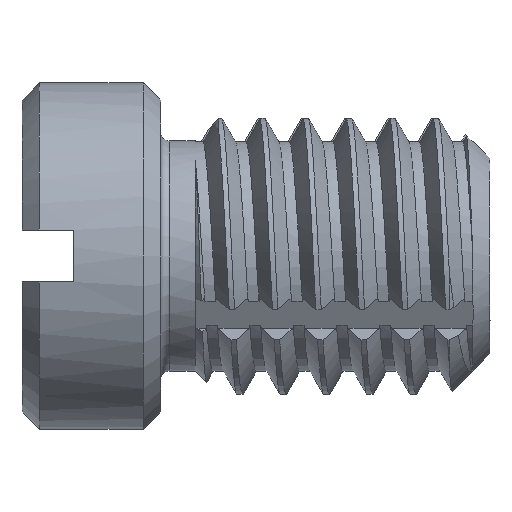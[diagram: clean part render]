
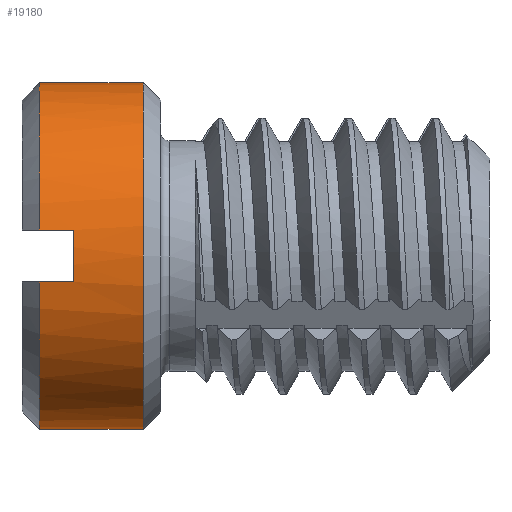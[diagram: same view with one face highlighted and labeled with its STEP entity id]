
A CAD part, left-side view. The second image highlights one B-rep face of the part: STEP entity #19180.
In plain terms, the highlighted cylindrical face has radius 5 mm (diameter 10 mm), a partial arc.
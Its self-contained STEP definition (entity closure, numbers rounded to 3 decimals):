
#3402 = CIRCLE ( 'NONE', #7118, 5. ) ;
#3706 = LINE ( 'NONE', #15090, #3710 ) ;
#3710 = VECTOR ( 'NONE', #15108, 1000. ) ;
#7118 = AXIS2_PLACEMENT_3D ( 'NONE', #15919, #15933, #15893 ) ;
#7133 = AXIS2_PLACEMENT_3D ( 'NONE', #18261, #18257, #18287 ) ;
#7136 = AXIS2_PLACEMENT_3D ( 'NONE', #18202, #18174, #18190 ) ;
#7140 = AXIS2_PLACEMENT_3D ( 'NONE', #16173, #16137, #16175 ) ;
#13240 = CARTESIAN_POINT ( 'NONE',  ( 0., -3.5, -5. ) ) ;
#13264 = CARTESIAN_POINT ( 'NONE',  ( 0., -0.5, -5. ) ) ;
#13277 = CARTESIAN_POINT ( 'NONE',  ( 0., -3.5, 5. ) ) ;
#13321 = CARTESIAN_POINT ( 'NONE',  ( -4.943, -0.5, -0.75 ) ) ;
#13721 = VERTEX_POINT ( 'NONE', #14021 ) ;
#13954 = VERTEX_POINT ( 'NONE', #14226 ) ;
#13984 = VERTEX_POINT ( 'NONE', #14259 ) ;
#13986 = VERTEX_POINT ( 'NONE', #14265 ) ;
#14021 = CARTESIAN_POINT ( 'NONE',  ( 0., -0.5, 5. ) ) ;
#14226 = CARTESIAN_POINT ( 'NONE',  ( -4.943, -1.5, 0.75 ) ) ;
#14259 = CARTESIAN_POINT ( 'NONE',  ( -4.943, -1.5, -0.75 ) ) ;
#14265 = CARTESIAN_POINT ( 'NONE',  ( -4.943, -0.5, 0.75 ) ) ;
#14311 = DIRECTION ( 'NONE',  ( 0., -1., 0. ) ) ;
#14331 = CARTESIAN_POINT ( 'NONE',  ( 0., 0., 5. ) ) ;
#15090 = CARTESIAN_POINT ( 'NONE',  ( 0., 0., -5. ) ) ;
#15108 = DIRECTION ( 'NONE',  ( 0., -1., 0. ) ) ;
#15893 = DIRECTION ( 'NONE',  ( 0., 0., 1. ) ) ;
#15919 = CARTESIAN_POINT ( 'NONE',  ( 0., -0.5, 0. ) ) ;
#15933 = DIRECTION ( 'NONE',  ( 0., -1., 0. ) ) ;
#16137 = DIRECTION ( 'NONE',  ( 0., -1., 0. ) ) ;
#16173 = CARTESIAN_POINT ( 'NONE',  ( 0., -0.5, 0. ) ) ;
#16175 = DIRECTION ( 'NONE',  ( 0., 0., 1. ) ) ;
#16357 = CIRCLE ( 'NONE', #7140, 5. ) ;
#16428 = CIRCLE ( 'NONE', #7136, 5. ) ;
#16439 = VECTOR ( 'NONE', #18545, 1000. ) ;
#16450 = LINE ( 'NONE', #18497, #16439 ) ;
#16464 = CIRCLE ( 'NONE', #7133, 5. ) ;
#16468 = LINE ( 'NONE', #18294, #16470 ) ;
#16470 = VECTOR ( 'NONE', #18302, 1000. ) ;
#16537 = ORIENTED_EDGE ( 'NONE', *, *, #22632, .F. ) ;
#16540 = ORIENTED_EDGE ( 'NONE', *, *, #22263, .T. ) ;
#16547 = ORIENTED_EDGE ( 'NONE', *, *, #22613, .T. ) ;
#16568 = ORIENTED_EDGE ( 'NONE', *, *, #22410, .T. ) ;
#17478 = VECTOR ( 'NONE', #14311, 1000. ) ;
#17579 = LINE ( 'NONE', #14331, #17478 ) ;
#17696 = FACE_OUTER_BOUND ( 'NONE', #19537, .T. ) ;
#17731 = CYLINDRICAL_SURFACE ( 'NONE', #22920, 5. ) ;
#18174 = DIRECTION ( 'NONE',  ( 0., -1., 0. ) ) ;
#18190 = DIRECTION ( 'NONE',  ( 0., 0., 1. ) ) ;
#18202 = CARTESIAN_POINT ( 'NONE',  ( 0., -1.5, 0. ) ) ;
#18257 = DIRECTION ( 'NONE',  ( 0., 1., 0. ) ) ;
#18261 = CARTESIAN_POINT ( 'NONE',  ( 0., -3.5, 0. ) ) ;
#18287 = DIRECTION ( 'NONE',  ( 0., 0., -1. ) ) ;
#18294 = CARTESIAN_POINT ( 'NONE',  ( -4.943, 0., -0.75 ) ) ;
#18302 = DIRECTION ( 'NONE',  ( 0., -1., 0. ) ) ;
#18497 = CARTESIAN_POINT ( 'NONE',  ( -4.943, 0., 0.75 ) ) ;
#18545 = DIRECTION ( 'NONE',  ( 0., 1., 0. ) ) ;
#18873 = EDGE_CURVE ( 'NONE', #13721, #22158, #17579, .T. ) ;
#19180 = ADVANCED_FACE ( 'NONE', ( #17696 ), #17731, .T. ) ;
#19537 = EDGE_LOOP ( 'NONE', ( #19612, #19644, #19669, #19672, #16537, #16568, #16540, #16547 ) ) ;
#19612 = ORIENTED_EDGE ( 'NONE', *, *, #18873, .F. ) ;
#19644 = ORIENTED_EDGE ( 'NONE', *, *, #22460, .T. ) ;
#19669 = ORIENTED_EDGE ( 'NONE', *, *, #22639, .F. ) ;
#19672 = ORIENTED_EDGE ( 'NONE', *, *, #22537, .T. ) ;
#22144 = VERTEX_POINT ( 'NONE', #13264 ) ;
#22153 = VERTEX_POINT ( 'NONE', #13240 ) ;
#22158 = VERTEX_POINT ( 'NONE', #13277 ) ;
#22198 = VERTEX_POINT ( 'NONE', #13321 ) ;
#22263 = EDGE_CURVE ( 'NONE', #22144, #22153, #3706, .T. ) ;
#22410 = EDGE_CURVE ( 'NONE', #22198, #22144, #3402, .T. ) ;
#22460 = EDGE_CURVE ( 'NONE', #13721, #13986, #16357, .T. ) ;
#22537 = EDGE_CURVE ( 'NONE', #13954, #13984, #16428, .T. ) ;
#22613 = EDGE_CURVE ( 'NONE', #22153, #22158, #16464, .T. ) ;
#22632 = EDGE_CURVE ( 'NONE', #22198, #13984, #16468, .T. ) ;
#22639 = EDGE_CURVE ( 'NONE', #13954, #13986, #16450, .T. ) ;
#22920 = AXIS2_PLACEMENT_3D ( 'NONE', #23393, #23362, #23394 ) ;
#23362 = DIRECTION ( 'NONE',  ( 0., -1., 0. ) ) ;
#23393 = CARTESIAN_POINT ( 'NONE',  ( 0., 0., 0. ) ) ;
#23394 = DIRECTION ( 'NONE',  ( 0., 0., -1. ) ) ;
